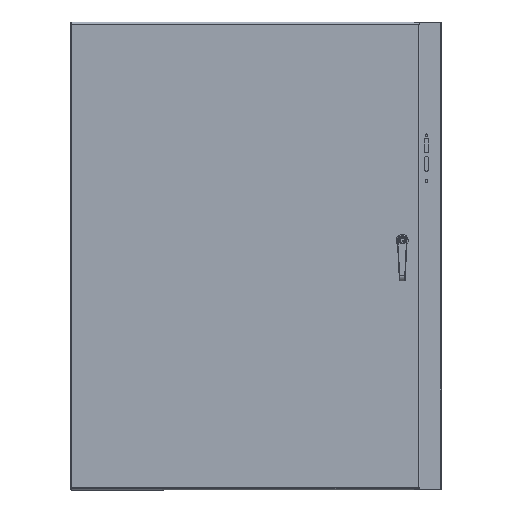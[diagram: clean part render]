
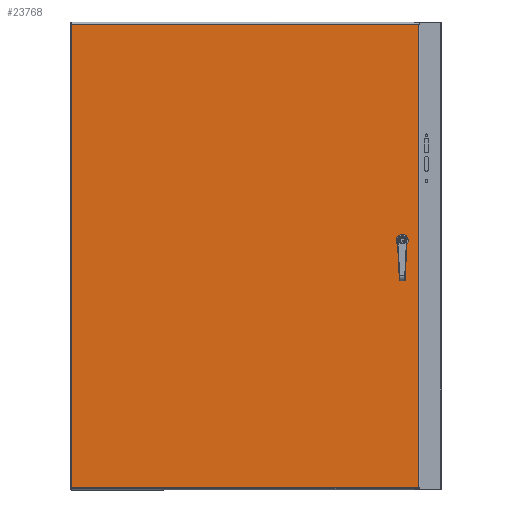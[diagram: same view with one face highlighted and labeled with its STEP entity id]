
A CAD part, top view. The second image highlights one B-rep face of the part: STEP entity #23768.
In plain terms, the highlighted face is planar.
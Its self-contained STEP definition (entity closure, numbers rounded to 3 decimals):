
#947=LINE('',#35269,#2774);
#951=LINE('',#35281,#2778);
#955=LINE('',#35293,#2782);
#959=LINE('',#35303,#2786);
#960=LINE('',#35314,#2787);
#966=LINE('',#35396,#2793);
#981=LINE('',#35496,#2808);
#996=LINE('',#35595,#2823);
#2774=VECTOR('',#28089,0.425);
#2778=VECTOR('',#28101,0.425);
#2782=VECTOR('',#28113,0.425);
#2786=VECTOR('',#28125,0.425);
#2787=VECTOR('',#28128,47.571);
#2793=VECTOR('',#28140,35.633);
#2808=VECTOR('',#28169,47.571);
#2823=VECTOR('',#28198,35.633);
#5180=PLANE('',#25331);
#6344=FACE_BOUND('',#8309,.T.);
#6793=FACE_OUTER_BOUND('',#8308,.T.);
#8308=EDGE_LOOP('',(#17130,#17131,#17132,#17133));
#8309=EDGE_LOOP('',(#17134,#17135,#17136,#17137,#17138,#17139,#17140,#17141));
#10123=CIRCLE('',#25293,0.453);
#10125=CIRCLE('',#25297,0.453);
#10127=CIRCLE('',#25301,0.453);
#10129=CIRCLE('',#25305,0.453);
#11294=VERTEX_POINT('',#35260);
#11295=VERTEX_POINT('',#35262);
#11297=VERTEX_POINT('',#35268);
#11299=VERTEX_POINT('',#35274);
#11301=VERTEX_POINT('',#35280);
#11303=VERTEX_POINT('',#35286);
#11305=VERTEX_POINT('',#35292);
#11307=VERTEX_POINT('',#35298);
#11308=VERTEX_POINT('',#35305);
#11309=VERTEX_POINT('',#35313);
#11314=VERTEX_POINT('',#35388);
#11324=VERTEX_POINT('',#35488);
#13529=EDGE_CURVE('',#11295,#11294,#10123,.T.);
#13532=EDGE_CURVE('',#11297,#11295,#947,.T.);
#13535=EDGE_CURVE('',#11299,#11297,#10125,.T.);
#13538=EDGE_CURVE('',#11301,#11299,#951,.T.);
#13541=EDGE_CURVE('',#11303,#11301,#10127,.T.);
#13544=EDGE_CURVE('',#11305,#11303,#955,.T.);
#13547=EDGE_CURVE('',#11307,#11305,#10129,.T.);
#13550=EDGE_CURVE('',#11294,#11307,#959,.T.);
#13552=EDGE_CURVE('',#11309,#11308,#960,.T.);
#13562=EDGE_CURVE('',#11308,#11314,#966,.T.);
#13581=EDGE_CURVE('',#11314,#11324,#981,.T.);
#13600=EDGE_CURVE('',#11324,#11309,#996,.T.);
#17130=ORIENTED_EDGE('',*,*,#13552,.T.);
#17131=ORIENTED_EDGE('',*,*,#13562,.T.);
#17132=ORIENTED_EDGE('',*,*,#13581,.T.);
#17133=ORIENTED_EDGE('',*,*,#13600,.T.);
#17134=ORIENTED_EDGE('',*,*,#13529,.T.);
#17135=ORIENTED_EDGE('',*,*,#13550,.T.);
#17136=ORIENTED_EDGE('',*,*,#13547,.T.);
#17137=ORIENTED_EDGE('',*,*,#13544,.T.);
#17138=ORIENTED_EDGE('',*,*,#13541,.T.);
#17139=ORIENTED_EDGE('',*,*,#13538,.T.);
#17140=ORIENTED_EDGE('',*,*,#13535,.T.);
#17141=ORIENTED_EDGE('',*,*,#13532,.T.);
#23768=ADVANCED_FACE('',(#6793,#6344),#5180,.F.);
#25293=AXIS2_PLACEMENT_3D('',#35263,#28083,#28084);
#25297=AXIS2_PLACEMENT_3D('',#35275,#28095,#28096);
#25301=AXIS2_PLACEMENT_3D('',#35287,#28107,#28108);
#25305=AXIS2_PLACEMENT_3D('',#35299,#28119,#28120);
#25331=AXIS2_PLACEMENT_3D('',#35681,#28223,#28224);
#28083=DIRECTION('center_axis',(0.,0.,1.));
#28084=DIRECTION('ref_axis',(-0.469,-0.883,0.));
#28089=DIRECTION('',(0.,1.,0.));
#28095=DIRECTION('center_axis',(0.,0.,1.));
#28096=DIRECTION('ref_axis',(-0.883,0.469,0.));
#28101=DIRECTION('',(1.,0.,0.));
#28107=DIRECTION('center_axis',(0.,0.,1.));
#28108=DIRECTION('ref_axis',(0.469,0.883,0.));
#28113=DIRECTION('',(0.,-1.,0.));
#28119=DIRECTION('center_axis',(0.,0.,1.));
#28120=DIRECTION('ref_axis',(0.883,-0.469,0.));
#28125=DIRECTION('',(-1.,0.,0.));
#28128=DIRECTION('',(0.,-1.,0.));
#28140=DIRECTION('',(-1.,0.,0.));
#28169=DIRECTION('',(0.,1.,0.));
#28198=DIRECTION('',(1.,0.,0.));
#28223=DIRECTION('center_axis',(0.,0.,1.));
#28224=DIRECTION('ref_axis',(1.,0.,0.));
#35260=CARTESIAN_POINT('',(2.033,25.825,0.));
#35262=CARTESIAN_POINT('',(2.22,25.638,0.));
#35263=CARTESIAN_POINT('Origin',(1.82,25.425,0.));
#35268=CARTESIAN_POINT('',(2.22,25.212,0.));
#35269=CARTESIAN_POINT('',(2.22,24.756,0.));
#35274=CARTESIAN_POINT('',(2.033,25.025,0.));
#35275=CARTESIAN_POINT('Origin',(1.82,25.425,0.));
#35280=CARTESIAN_POINT('',(1.607,25.025,0.));
#35281=CARTESIAN_POINT('',(9.969,25.025,0.));
#35286=CARTESIAN_POINT('',(1.42,25.212,0.));
#35287=CARTESIAN_POINT('Origin',(1.82,25.425,0.));
#35292=CARTESIAN_POINT('',(1.42,25.638,0.));
#35293=CARTESIAN_POINT('',(1.42,24.544,0.));
#35298=CARTESIAN_POINT('',(1.607,25.825,0.));
#35299=CARTESIAN_POINT('Origin',(1.82,25.425,0.));
#35303=CARTESIAN_POINT('',(9.757,25.825,0.));
#35305=CARTESIAN_POINT('',(35.723,0.09,0.));
#35313=CARTESIAN_POINT('',(35.723,47.66,0.));
#35314=CARTESIAN_POINT('',(35.723,35.768,0.));
#35388=CARTESIAN_POINT('',(0.09,0.09,0.));
#35396=CARTESIAN_POINT('',(26.815,0.09,0.));
#35488=CARTESIAN_POINT('',(0.09,47.66,0.));
#35496=CARTESIAN_POINT('',(0.09,11.982,0.));
#35595=CARTESIAN_POINT('',(8.998,47.66,0.));
#35681=CARTESIAN_POINT('Origin',(17.906,23.875,0.));
